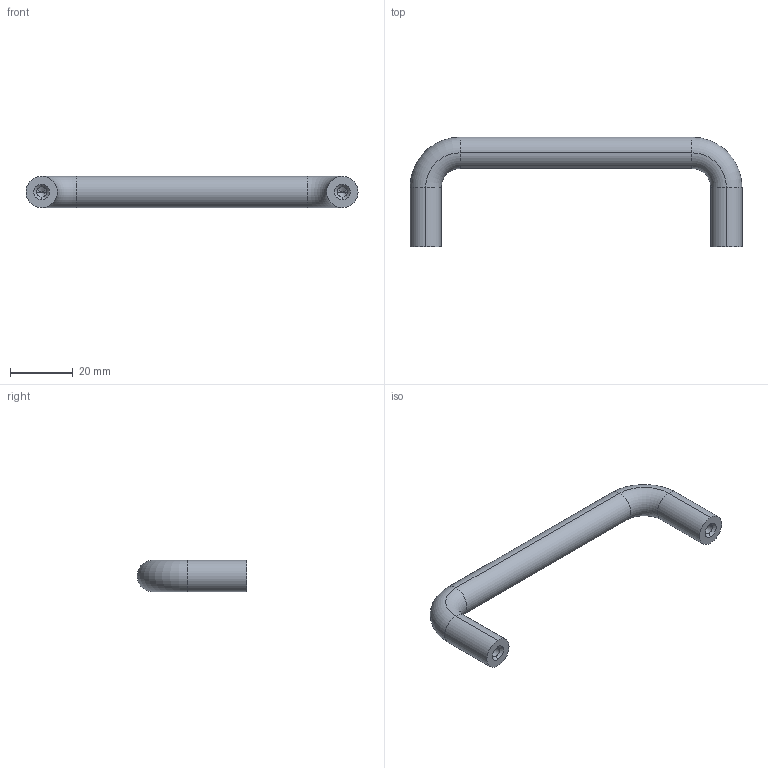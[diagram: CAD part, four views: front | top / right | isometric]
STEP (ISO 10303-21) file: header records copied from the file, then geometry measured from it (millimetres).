
FILE_DESCRIPTION(('Creo Elements/Direct Modeling STEP Export'),'2;1');
FILE_NAME('6211A-106.stp','2023-03-17T11:03:39',(''),(''),'Creo Elements/Direct Modeling STEP processor for AP214 (Solid Model)','Creo Elements/Direct Modeling 20.0 12-Nov-2016 (C) Parametric Technology GmbH','');
FILE_SCHEMA(('AUTOMOTIVE_DESIGN { 1 0 10303 214 1 1 1 1 }'));
Length unit declared in the file: millimetre
Products named in the file (1): FE-11991
Bounding box: 106 x 35 x 10 mm (x, y, z)
Volume: 11275.5 mm3; surface area: 5024.3 mm2
Topology: 1 solids, 1 shells, 30 faces, 68 edges, 40 vertices
Faces by surface type: cylinder 14, cone 8, torus 4, plane 4
Entity records: 770 total; most frequent: ORIENTED_EDGE 128, DIRECTION 124, CARTESIAN_POINT 113, EDGE_CURVE 64, AXIS2_PLACEMENT_3D 51, VERTEX_POINT 40, EDGE_LOOP 34, FACE_OUTER_BOUND 30
